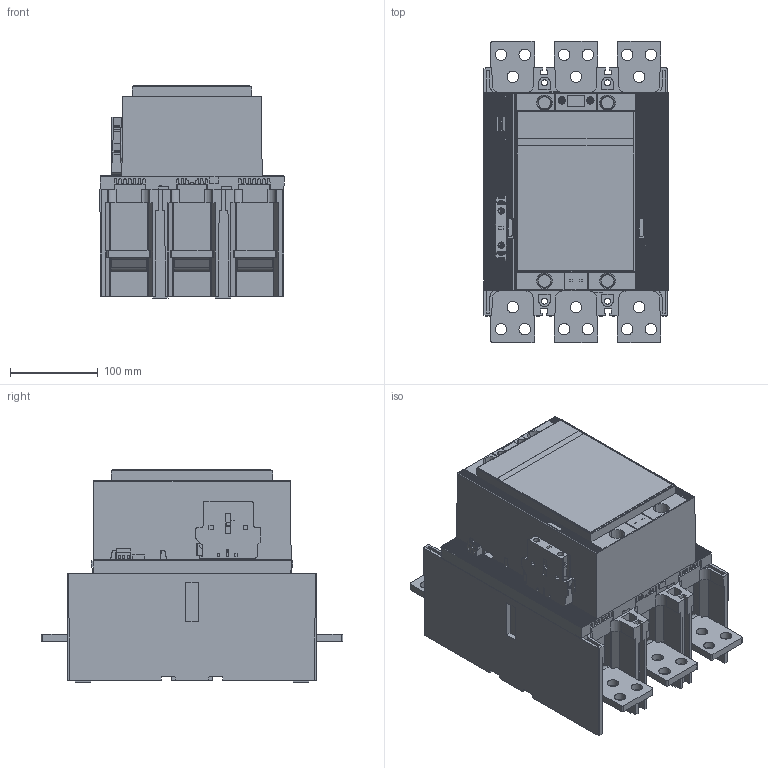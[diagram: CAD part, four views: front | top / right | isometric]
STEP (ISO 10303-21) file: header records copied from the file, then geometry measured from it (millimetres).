
FILE_DESCRIPTION((''),'2;1');
FILE_NAME('10003243571_ASM','2017-12-05T',('cwyrsch'),('Rockwell Automation Switzerland GmbH'),'PRO/ENGINEER BY PARAMETRIC TECHNOLOGY CORPORATION, 2015440','PRO/ENGINEER BY PARAMETRIC TECHNOLOGY CORPORATION, 2015440','');
FILE_SCHEMA(('AUTOMOTIVE_DESIGN { 1 0 10303 214 1 1 1 1 }'));
Products named in the file (5): 10003243572; 10003243573; 10003243574; 10003243575; 10003243571_ASM
Assembly tree (9 placements, depth 2):
  10003243571_ASM
    10003243572
    10003243573
    10003243574  x6
    10003243575
Bounding box: 210.09 x 344 x 242.15 mm (x, y, z)
Volume: 9259007.3 mm3; surface area: 736209.9 mm2
Topology: 9 solids, 9 shells, 2458 faces, 6974 edges, 4616 vertices
Faces by surface type: plane 1653, cylinder 535, cone 142, bspline 90, torus 38
Entity records: 91700 total; most frequent: CARTESIAN_POINT 17400, ORIENTED_EDGE 12004, DIRECTION 10548, PRESENTATION_STYLE_ASSIGNMENT 6006, STYLED_ITEM 6006, CURVE_STYLE 6002, EDGE_CURVE 6002, VECTOR 4634
